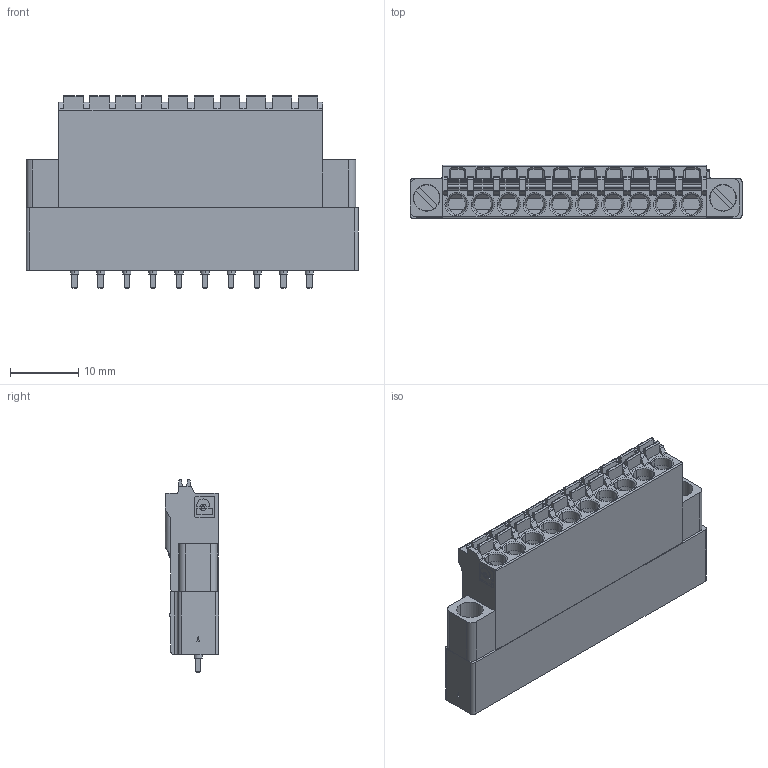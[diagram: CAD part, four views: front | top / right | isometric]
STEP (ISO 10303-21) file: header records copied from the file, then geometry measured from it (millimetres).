
FILE_DESCRIPTION(('FreeCAD Model'),'2;1');
FILE_NAME('Open CASCADE Shape Model','2024-03-08T17:13:14',('Author'),( ''),'Open CASCADE STEP processor 7.6','Ondsel','Unknown');
FILE_SCHEMA(('AUTOMOTIVE_DESIGN { 1 0 10303 214 1 1 1 1 }'));
Length unit declared in the file: millimetre
Products named in the file (5): 1821229-1821520; 1821520; mcv_1.5-10-gf-3.81_thr_p2.010; 1821229; fmc_1.5-10-stf-3.083
Assembly tree (4 placements, depth 3):
  1821229-1821520
    1821520
      mcv_1.5-10-gf-3.81_thr_p2.010
    1821229
      fmc_1.5-10-stf-3.083
Bounding box: 48.49 x 7.79 x 28.16 mm (x, y, z)
Volume: 6667.8 mm3; surface area: 7804.6 mm2
Topology: 2 solids, 2 shells, 1687 faces, 4362 edges, 2786 vertices
Faces by surface type: plane 1099, cylinder 444, cone 64, sphere 60, torus 20
Entity records: 57731 total; most frequent: CARTESIAN_POINT 9060, DIRECTION 8962, ORIENTED_EDGE 8684, EDGE_CURVE 4342, LINE 3066, VECTOR 3066, AXIS2_PLACEMENT_3D 2948, VERTEX_POINT 2786
